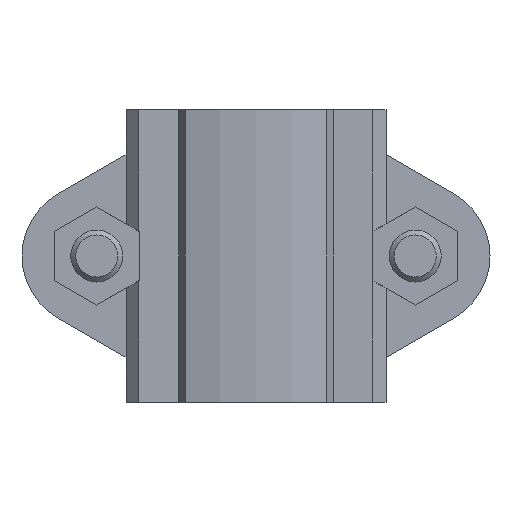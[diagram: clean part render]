
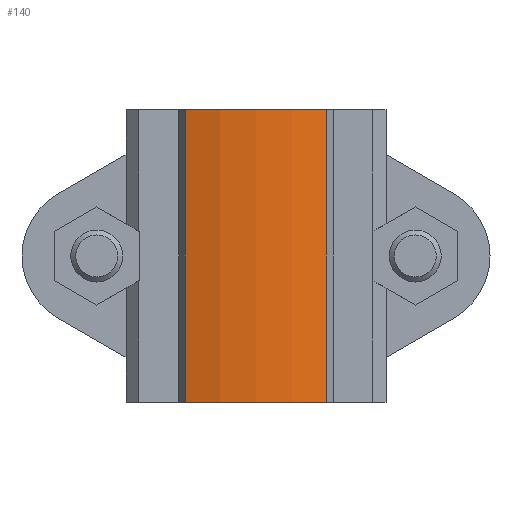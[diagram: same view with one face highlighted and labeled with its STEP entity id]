
A CAD part, front view. The second image highlights one B-rep face of the part: STEP entity #140.
In plain terms, the highlighted cylindrical face has radius 35 mm (diameter 70 mm), a partial arc.
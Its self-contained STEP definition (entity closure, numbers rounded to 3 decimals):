
#140 = ADVANCED_FACE( '', ( #381 ), #382, .T. );
#381 = FACE_OUTER_BOUND( '', #736, .T. );
#382 = CYLINDRICAL_SURFACE( '', #737, 35. );
#736 = EDGE_LOOP( '', ( #1103, #1104, #1105, #1106 ) );
#737 = AXIS2_PLACEMENT_3D( '', #1107, #1108, #1109 );
#1103 = ORIENTED_EDGE( '', *, *, #2114, .T. );
#1104 = ORIENTED_EDGE( '', *, *, #2115, .F. );
#1105 = ORIENTED_EDGE( '', *, *, #2116, .F. );
#1106 = ORIENTED_EDGE( '', *, *, #2117, .T. );
#1107 = CARTESIAN_POINT( '', ( 0., 11.5, 22.5 ) );
#1108 = DIRECTION( '', ( 0., 0., 1. ) );
#1109 = DIRECTION( '', ( -1., 0., 0. ) );
#2114 = EDGE_CURVE( '', #2530, #2531, #2532, .T. );
#2115 = EDGE_CURVE( '', #2533, #2531, #2534, .T. );
#2116 = EDGE_CURVE( '', #2535, #2533, #2536, .T. );
#2117 = EDGE_CURVE( '', #2535, #2530, #2537, .T. );
#2530 = VERTEX_POINT( '', #3141 );
#2531 = VERTEX_POINT( '', #3142 );
#2532 = CIRCLE( '', #3143, 35. );
#2533 = VERTEX_POINT( '', #3144 );
#2534 = LINE( '', #3145, #3146 );
#2535 = VERTEX_POINT( '', #3147 );
#2536 = CIRCLE( '', #3148, 35. );
#2537 = LINE( '', #3149, #3150 );
#3141 = CARTESIAN_POINT( '', ( -10.881, -21.766, -22.5 ) );
#3142 = CARTESIAN_POINT( '', ( 10.881, -21.766, -22.5 ) );
#3143 = AXIS2_PLACEMENT_3D( '', #3976, #3977, #3978 );
#3144 = CARTESIAN_POINT( '', ( 10.881, -21.766, 22.5 ) );
#3145 = CARTESIAN_POINT( '', ( 10.881, -21.766, 22.5 ) );
#3146 = VECTOR( '', #3979, 1000. );
#3147 = CARTESIAN_POINT( '', ( -10.881, -21.766, 22.5 ) );
#3148 = AXIS2_PLACEMENT_3D( '', #3980, #3981, #3982 );
#3149 = CARTESIAN_POINT( '', ( -10.881, -21.766, 22.5 ) );
#3150 = VECTOR( '', #3983, 1000. );
#3976 = CARTESIAN_POINT( '', ( 0., 11.5, -22.5 ) );
#3977 = DIRECTION( '', ( 0., 0., 1. ) );
#3978 = DIRECTION( '', ( 1., 0., 0. ) );
#3979 = DIRECTION( '', ( 0., 0., -1. ) );
#3980 = CARTESIAN_POINT( '', ( 0., 11.5, 22.5 ) );
#3981 = DIRECTION( '', ( 0., 0., 1. ) );
#3982 = DIRECTION( '', ( 1., 0., 0. ) );
#3983 = DIRECTION( '', ( 0., 0., -1. ) );
